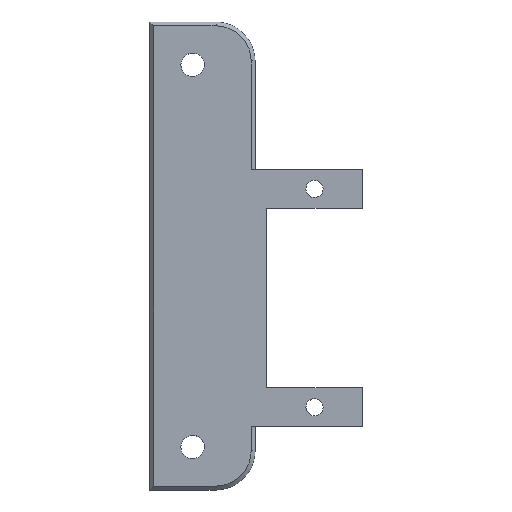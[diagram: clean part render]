
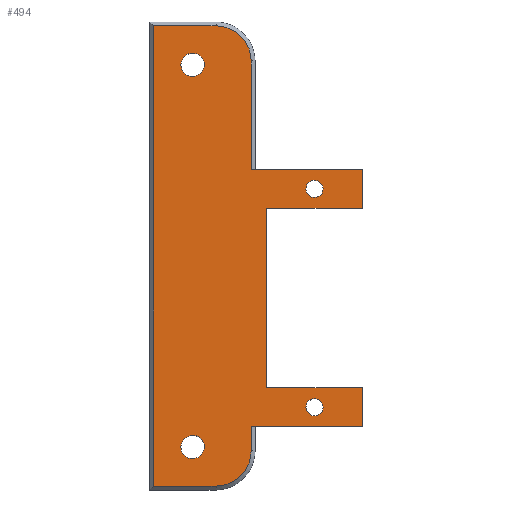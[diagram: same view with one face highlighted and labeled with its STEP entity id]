
A CAD part, top view. The second image highlights one B-rep face of the part: STEP entity #494.
In plain terms, the highlighted planar face has unit normal (0, 0, 1).
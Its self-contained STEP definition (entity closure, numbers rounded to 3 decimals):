
#63=CARTESIAN_POINT('Vertex',(20.16,9.127,3.)) ;
#77=CARTESIAN_POINT('Vertex',(22.09,8.073,3.)) ;
#80=CARTESIAN_POINT('Axis2P3D Location',(21.125,8.6,3.)) ;
#97=CARTESIAN_POINT('Axis2P3D Location',(21.125,8.6,3.)) ;
#120=CARTESIAN_POINT('Vertex',(27.25,-16.9,3.)) ;
#134=CARTESIAN_POINT('Vertex',(15.,-16.9,3.)) ;
#137=CARTESIAN_POINT('Line Origine',(21.125,-16.9,3.)) ;
#165=CARTESIAN_POINT('Vertex',(15.,6.1,3.)) ;
#168=CARTESIAN_POINT('Line Origine',(15.,-5.4,3.)) ;
#196=CARTESIAN_POINT('Vertex',(27.25,6.1,3.)) ;
#199=CARTESIAN_POINT('Line Origine',(21.125,6.1,3.)) ;
#222=CARTESIAN_POINT('Vertex',(4.184,25.219,3.)) ;
#236=CARTESIAN_POINT('Vertex',(6.816,23.781,3.)) ;
#239=CARTESIAN_POINT('Axis2P3D Location',(5.5,24.5,3.)) ;
#256=CARTESIAN_POINT('Axis2P3D Location',(5.5,24.5,3.)) ;
#279=CARTESIAN_POINT('Vertex',(4.184,-23.781,3.)) ;
#293=CARTESIAN_POINT('Vertex',(6.816,-25.219,3.)) ;
#296=CARTESIAN_POINT('Axis2P3D Location',(5.5,-24.5,3.)) ;
#313=CARTESIAN_POINT('Axis2P3D Location',(5.5,-24.5,3.)) ;
#336=CARTESIAN_POINT('Vertex',(20.16,-18.873,3.)) ;
#350=CARTESIAN_POINT('Vertex',(22.09,-19.927,3.)) ;
#353=CARTESIAN_POINT('Axis2P3D Location',(21.125,-19.4,3.)) ;
#370=CARTESIAN_POINT('Axis2P3D Location',(21.125,-19.4,3.)) ;
#382=CARTESIAN_POINT('Axis2P3D Location',(0.,0.,3.)) ;
#387=CARTESIAN_POINT('Line Origine',(20.125,-21.9,3.)) ;
#391=CARTESIAN_POINT('Vertex',(27.25,-21.9,3.)) ;
#393=CARTESIAN_POINT('Vertex',(13.,-21.9,3.)) ;
#396=CARTESIAN_POINT('Line Origine',(27.25,-19.4,3.)) ;
#401=CARTESIAN_POINT('Line Origine',(27.25,8.6,3.)) ;
#405=CARTESIAN_POINT('Vertex',(27.25,11.1,3.)) ;
#408=CARTESIAN_POINT('Line Origine',(20.125,11.1,3.)) ;
#412=CARTESIAN_POINT('Vertex',(13.,11.1,3.)) ;
#415=CARTESIAN_POINT('Line Origine',(13.,18.05,3.)) ;
#419=CARTESIAN_POINT('Vertex',(13.,25.,3.)) ;
#422=CARTESIAN_POINT('Axis2P3D Location',(8.5,25.,3.)) ;
#426=CARTESIAN_POINT('Vertex',(8.5,29.5,3.)) ;
#429=CARTESIAN_POINT('Line Origine',(4.5,29.5,3.)) ;
#433=CARTESIAN_POINT('Vertex',(0.5,29.5,3.)) ;
#436=CARTESIAN_POINT('Line Origine',(0.5,0.,3.)) ;
#440=CARTESIAN_POINT('Vertex',(0.5,-29.5,3.)) ;
#443=CARTESIAN_POINT('Line Origine',(4.5,-29.5,3.)) ;
#447=CARTESIAN_POINT('Vertex',(8.5,-29.5,3.)) ;
#450=CARTESIAN_POINT('Axis2P3D Location',(8.5,-25.,3.)) ;
#454=CARTESIAN_POINT('Vertex',(13.,-25.,3.)) ;
#457=CARTESIAN_POINT('Line Origine',(13.,-23.45,3.)) ;
#81=DIRECTION('Axis2P3D Direction',(0.,-0.,-1.)) ;
#98=DIRECTION('Axis2P3D Direction',(0.,-0.,-1.)) ;
#138=DIRECTION('Vector Direction',(1.,0.,0.)) ;
#169=DIRECTION('Vector Direction',(0.,-1.,0.)) ;
#200=DIRECTION('Vector Direction',(-1.,0.,0.)) ;
#240=DIRECTION('Axis2P3D Direction',(0.,-0.,-1.)) ;
#257=DIRECTION('Axis2P3D Direction',(0.,-0.,-1.)) ;
#297=DIRECTION('Axis2P3D Direction',(0.,0.,-1.)) ;
#314=DIRECTION('Axis2P3D Direction',(0.,0.,-1.)) ;
#354=DIRECTION('Axis2P3D Direction',(0.,0.,-1.)) ;
#371=DIRECTION('Axis2P3D Direction',(0.,0.,-1.)) ;
#383=DIRECTION('Axis2P3D Direction',(0.,0.,1.)) ;
#384=DIRECTION('Axis2P3D XDirection',(-0.,-1.,-0.)) ;
#388=DIRECTION('Vector Direction',(-1.,0.,0.)) ;
#397=DIRECTION('Vector Direction',(0.,-1.,0.)) ;
#402=DIRECTION('Vector Direction',(0.,-1.,0.)) ;
#409=DIRECTION('Vector Direction',(-1.,0.,0.)) ;
#416=DIRECTION('Vector Direction',(0.,1.,0.)) ;
#423=DIRECTION('Axis2P3D Direction',(0.,0.,1.)) ;
#430=DIRECTION('Vector Direction',(1.,0.,0.)) ;
#437=DIRECTION('Vector Direction',(0.,-1.,0.)) ;
#444=DIRECTION('Vector Direction',(-1.,0.,0.)) ;
#451=DIRECTION('Axis2P3D Direction',(0.,0.,1.)) ;
#458=DIRECTION('Vector Direction',(0.,1.,0.)) ;
#82=AXIS2_PLACEMENT_3D('Circle Axis2P3D',#80,#81,$) ;
#99=AXIS2_PLACEMENT_3D('Circle Axis2P3D',#97,#98,$) ;
#241=AXIS2_PLACEMENT_3D('Circle Axis2P3D',#239,#240,$) ;
#258=AXIS2_PLACEMENT_3D('Circle Axis2P3D',#256,#257,$) ;
#298=AXIS2_PLACEMENT_3D('Circle Axis2P3D',#296,#297,$) ;
#315=AXIS2_PLACEMENT_3D('Circle Axis2P3D',#313,#314,$) ;
#355=AXIS2_PLACEMENT_3D('Circle Axis2P3D',#353,#354,$) ;
#372=AXIS2_PLACEMENT_3D('Circle Axis2P3D',#370,#371,$) ;
#385=AXIS2_PLACEMENT_3D('Plane Axis2P3D',#382,#383,#384) ;
#424=AXIS2_PLACEMENT_3D('Circle Axis2P3D',#422,#423,$) ;
#452=AXIS2_PLACEMENT_3D('Circle Axis2P3D',#450,#451,$) ;
#463=ORIENTED_EDGE('',*,*,#395,.F.) ;
#464=ORIENTED_EDGE('',*,*,#400,.T.) ;
#465=ORIENTED_EDGE('',*,*,#141,.T.) ;
#466=ORIENTED_EDGE('',*,*,#172,.T.) ;
#467=ORIENTED_EDGE('',*,*,#203,.T.) ;
#468=ORIENTED_EDGE('',*,*,#407,.T.) ;
#469=ORIENTED_EDGE('',*,*,#414,.F.) ;
#470=ORIENTED_EDGE('',*,*,#421,.T.) ;
#471=ORIENTED_EDGE('',*,*,#428,.T.) ;
#472=ORIENTED_EDGE('',*,*,#435,.T.) ;
#473=ORIENTED_EDGE('',*,*,#442,.T.) ;
#474=ORIENTED_EDGE('',*,*,#449,.T.) ;
#475=ORIENTED_EDGE('',*,*,#456,.T.) ;
#476=ORIENTED_EDGE('',*,*,#461,.T.) ;
#479=ORIENTED_EDGE('',*,*,#357,.F.) ;
#480=ORIENTED_EDGE('',*,*,#374,.F.) ;
#483=ORIENTED_EDGE('',*,*,#101,.F.) ;
#484=ORIENTED_EDGE('',*,*,#84,.F.) ;
#487=ORIENTED_EDGE('',*,*,#317,.F.) ;
#488=ORIENTED_EDGE('',*,*,#300,.F.) ;
#491=ORIENTED_EDGE('',*,*,#260,.F.) ;
#492=ORIENTED_EDGE('',*,*,#243,.F.) ;
#481=FACE_BOUND('',#478,.T.) ;
#485=FACE_BOUND('',#482,.T.) ;
#489=FACE_BOUND('',#486,.T.) ;
#493=FACE_BOUND('',#490,.T.) ;
#139=VECTOR('Line Direction',#138,1.) ;
#170=VECTOR('Line Direction',#169,1.) ;
#201=VECTOR('Line Direction',#200,1.) ;
#389=VECTOR('Line Direction',#388,1.) ;
#398=VECTOR('Line Direction',#397,1.) ;
#403=VECTOR('Line Direction',#402,1.) ;
#410=VECTOR('Line Direction',#409,1.) ;
#417=VECTOR('Line Direction',#416,1.) ;
#431=VECTOR('Line Direction',#430,1.) ;
#438=VECTOR('Line Direction',#437,1.) ;
#445=VECTOR('Line Direction',#444,1.) ;
#459=VECTOR('Line Direction',#458,1.) ;
#494=ADVANCED_FACE('Corps principal',(#477,#481,#485,#489,#493),#386,.T.) ;
#83=CIRCLE('generated circle',#82,1.1) ;
#100=CIRCLE('generated circle',#99,1.1) ;
#242=CIRCLE('generated circle',#241,1.5) ;
#259=CIRCLE('generated circle',#258,1.5) ;
#299=CIRCLE('generated circle',#298,1.5) ;
#316=CIRCLE('generated circle',#315,1.5) ;
#356=CIRCLE('generated circle',#355,1.1) ;
#373=CIRCLE('generated circle',#372,1.1) ;
#425=CIRCLE('generated circle',#424,4.5) ;
#453=CIRCLE('generated circle',#452,4.5) ;
#84=EDGE_CURVE('',#78,#64,#83,.F.) ;
#101=EDGE_CURVE('',#64,#78,#100,.F.) ;
#141=EDGE_CURVE('',#121,#135,#140,.F.) ;
#172=EDGE_CURVE('',#135,#166,#171,.F.) ;
#203=EDGE_CURVE('',#166,#197,#202,.F.) ;
#243=EDGE_CURVE('',#237,#223,#242,.F.) ;
#260=EDGE_CURVE('',#223,#237,#259,.F.) ;
#300=EDGE_CURVE('',#294,#280,#299,.F.) ;
#317=EDGE_CURVE('',#280,#294,#316,.F.) ;
#357=EDGE_CURVE('',#351,#337,#356,.F.) ;
#374=EDGE_CURVE('',#337,#351,#373,.F.) ;
#395=EDGE_CURVE('',#392,#394,#390,.T.) ;
#400=EDGE_CURVE('',#392,#121,#399,.F.) ;
#407=EDGE_CURVE('',#197,#406,#404,.F.) ;
#414=EDGE_CURVE('',#413,#406,#411,.F.) ;
#421=EDGE_CURVE('',#413,#420,#418,.T.) ;
#428=EDGE_CURVE('',#420,#427,#425,.T.) ;
#435=EDGE_CURVE('',#427,#434,#432,.F.) ;
#442=EDGE_CURVE('',#434,#441,#439,.T.) ;
#449=EDGE_CURVE('',#441,#448,#446,.F.) ;
#456=EDGE_CURVE('',#448,#455,#453,.T.) ;
#461=EDGE_CURVE('',#455,#394,#460,.T.) ;
#462=EDGE_LOOP('',(#463,#464,#465,#466,#467,#468,#469,#470,#471,#472,#473,#474,#475,#476)) ;
#478=EDGE_LOOP('',(#479,#480)) ;
#482=EDGE_LOOP('',(#483,#484)) ;
#486=EDGE_LOOP('',(#487,#488)) ;
#490=EDGE_LOOP('',(#491,#492)) ;
#477=FACE_OUTER_BOUND('',#462,.T.) ;
#140=LINE('Line',#137,#139) ;
#171=LINE('Line',#168,#170) ;
#202=LINE('Line',#199,#201) ;
#390=LINE('Line',#387,#389) ;
#399=LINE('Line',#396,#398) ;
#404=LINE('Line',#401,#403) ;
#411=LINE('Line',#408,#410) ;
#418=LINE('Line',#415,#417) ;
#432=LINE('Line',#429,#431) ;
#439=LINE('Line',#436,#438) ;
#446=LINE('Line',#443,#445) ;
#460=LINE('Line',#457,#459) ;
#386=PLANE('Plane',#385) ;
#64=VERTEX_POINT('',#63) ;
#78=VERTEX_POINT('',#77) ;
#121=VERTEX_POINT('',#120) ;
#135=VERTEX_POINT('',#134) ;
#166=VERTEX_POINT('',#165) ;
#197=VERTEX_POINT('',#196) ;
#223=VERTEX_POINT('',#222) ;
#237=VERTEX_POINT('',#236) ;
#280=VERTEX_POINT('',#279) ;
#294=VERTEX_POINT('',#293) ;
#337=VERTEX_POINT('',#336) ;
#351=VERTEX_POINT('',#350) ;
#392=VERTEX_POINT('',#391) ;
#394=VERTEX_POINT('',#393) ;
#406=VERTEX_POINT('',#405) ;
#413=VERTEX_POINT('',#412) ;
#420=VERTEX_POINT('',#419) ;
#427=VERTEX_POINT('',#426) ;
#434=VERTEX_POINT('',#433) ;
#441=VERTEX_POINT('',#440) ;
#448=VERTEX_POINT('',#447) ;
#455=VERTEX_POINT('',#454) ;
